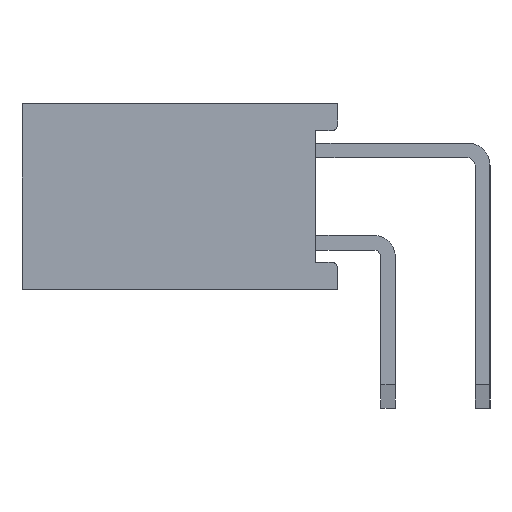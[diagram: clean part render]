
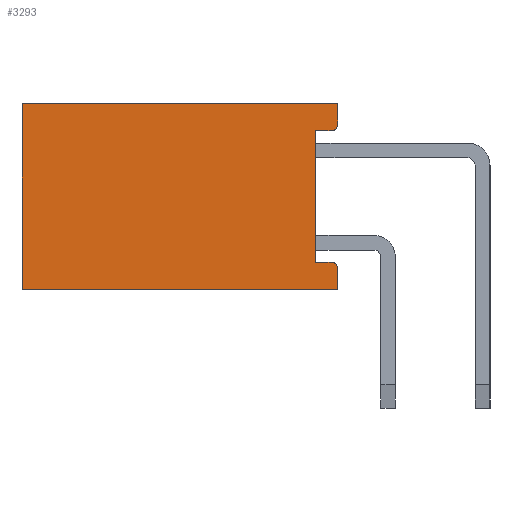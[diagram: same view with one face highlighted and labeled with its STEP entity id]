
A CAD part, left-side view. The second image highlights one B-rep face of the part: STEP entity #3293.
In plain terms, the highlighted planar face has unit normal (-1, 0, 0).
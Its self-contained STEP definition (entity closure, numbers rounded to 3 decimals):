
#3293=ADVANCED_FACE('',(#6673),#6674,.T.);
#6673=FACE_OUTER_BOUND('',#10045,.T.);
#6674=PLANE('',#10046);
#10045=EDGE_LOOP('',(#21090,#21091,#21092,#21093,#21094,#21095,#21096,#21097,#21098,#21099));
#10046=AXIS2_PLACEMENT_3D('',#21100,#21101,#21102);
#21090=ORIENTED_EDGE('',*,*,#23366,.F.);
#21091=ORIENTED_EDGE('',*,*,#23605,.F.);
#21092=ORIENTED_EDGE('',*,*,#23607,.F.);
#21093=ORIENTED_EDGE('',*,*,#23483,.F.);
#21094=ORIENTED_EDGE('',*,*,#25551,.F.);
#21095=ORIENTED_EDGE('',*,*,#25545,.F.);
#21096=ORIENTED_EDGE('',*,*,#25541,.F.);
#21097=ORIENTED_EDGE('',*,*,#25537,.F.);
#21098=ORIENTED_EDGE('',*,*,#23374,.F.);
#21099=ORIENTED_EDGE('',*,*,#23435,.F.);
#21100=CARTESIAN_POINT('',(-19.175,4.177,0.));
#21101=DIRECTION('',(-1.0,0.0,0.));
#21102=DIRECTION('',(0.,0.0,1.0));
#23366=EDGE_CURVE('',#28938,#28940,#28941,.T.);
#23374=EDGE_CURVE('',#28950,#28952,#28953,.T.);
#23435=EDGE_CURVE('',#28940,#28950,#29072,.T.);
#23483=EDGE_CURVE('',#29138,#29140,#29141,.T.);
#23605=EDGE_CURVE('',#29377,#28938,#29379,.T.);
#23607=EDGE_CURVE('',#29140,#29377,#29381,.T.);
#25537=EDGE_CURVE('',#28952,#32205,#32206,.T.);
#25541=EDGE_CURVE('',#32205,#32211,#32212,.T.);
#25545=EDGE_CURVE('',#32211,#32217,#32218,.T.);
#25551=EDGE_CURVE('',#32217,#29138,#32226,.T.);
#28938=VERTEX_POINT('',#36970);
#28940=VERTEX_POINT('',#36973);
#28941=LINE('',#36974,#36975);
#28950=VERTEX_POINT('',#36988);
#28952=VERTEX_POINT('',#36991);
#28953=LINE('',#36992,#36993);
#29072=CIRCLE('',#37171,0.15);
#29138=VERTEX_POINT('',#37266);
#29140=VERTEX_POINT('',#37269);
#29141=CIRCLE('',#37270,0.15);
#29377=VERTEX_POINT('',#37623);
#29379=LINE('',#37626,#37627);
#29381=LINE('',#37629,#37630);
#32205=VERTEX_POINT('',#41824);
#32206=LINE('',#41825,#41826);
#32211=VERTEX_POINT('',#41833);
#32212=LINE('',#41834,#41835);
#32217=VERTEX_POINT('',#41842);
#32218=LINE('',#41843,#41844);
#32226=LINE('',#41856,#41857);
#36970=CARTESIAN_POINT('',(-19.175,0.6,-1.775));
#36973=CARTESIAN_POINT('',(-19.175,0.15,-1.775));
#36974=CARTESIAN_POINT('',(-19.175,0.6,-1.775));
#36975=VECTOR('',#44221,1.0);
#36988=CARTESIAN_POINT('',(-19.175,0.0,-1.925));
#36991=CARTESIAN_POINT('',(-19.175,0.0,-2.5));
#36992=CARTESIAN_POINT('',(-19.175,0.0,-1.925));
#36993=VECTOR('',#44227,1.0);
#37171=AXIS2_PLACEMENT_3D('',#44287,#44288,#44289);
#37266=CARTESIAN_POINT('',(-19.175,0.0,1.925));
#37269=CARTESIAN_POINT('',(-19.175,0.15,1.775));
#37270=AXIS2_PLACEMENT_3D('',#44329,#44330,#44331);
#37623=CARTESIAN_POINT('',(-19.175,0.6,1.775));
#37626=CARTESIAN_POINT('',(-19.175,0.6,1.775));
#37627=VECTOR('',#44453,1.0);
#37629=CARTESIAN_POINT('',(-19.175,0.15,1.775));
#37630=VECTOR('',#44454,1.0);
#41824=CARTESIAN_POINT('',(-19.175,8.5,-2.5));
#41825=CARTESIAN_POINT('',(-19.175,0.0,-2.5));
#41826=VECTOR('',#45990,1.0);
#41833=CARTESIAN_POINT('',(-19.175,8.5,2.5));
#41834=CARTESIAN_POINT('',(-19.175,8.5,-2.5));
#41835=VECTOR('',#45993,1.0);
#41842=CARTESIAN_POINT('',(-19.175,0.0,2.5));
#41843=CARTESIAN_POINT('',(-19.175,8.5,2.5));
#41844=VECTOR('',#45996,1.0);
#41856=CARTESIAN_POINT('',(-19.175,0.0,2.5));
#41857=VECTOR('',#46001,1.0);
#44221=DIRECTION('',(0.0,-1.0,0.0));
#44227=DIRECTION('',(0.,0.0,-1.0));
#44287=CARTESIAN_POINT('',(-19.175,0.15,-1.925));
#44288=DIRECTION('',(1.0,0.0,0.));
#44289=DIRECTION('',(0.,0.0,1.0));
#44329=CARTESIAN_POINT('',(-19.175,0.15,1.925));
#44330=DIRECTION('',(1.0,0.0,0.));
#44331=DIRECTION('',(0.,0.0,1.0));
#44453=DIRECTION('',(0.,0.0,-1.0));
#44454=DIRECTION('',(0.0,1.0,0.0));
#45990=DIRECTION('',(0.0,1.0,0.0));
#45993=DIRECTION('',(0.,0.0,1.0));
#45996=DIRECTION('',(0.0,-1.0,0.0));
#46001=DIRECTION('',(0.,0.0,-1.0));
